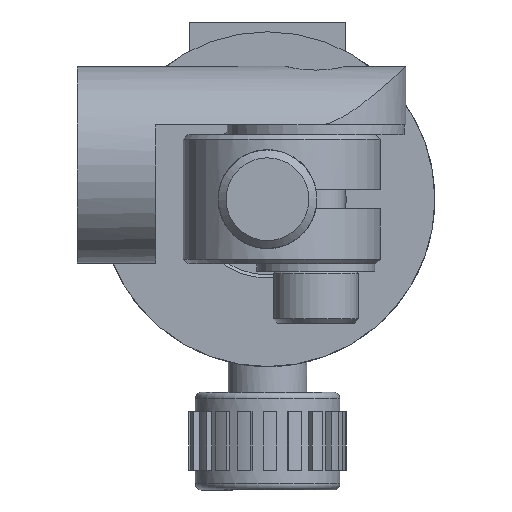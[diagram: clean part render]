
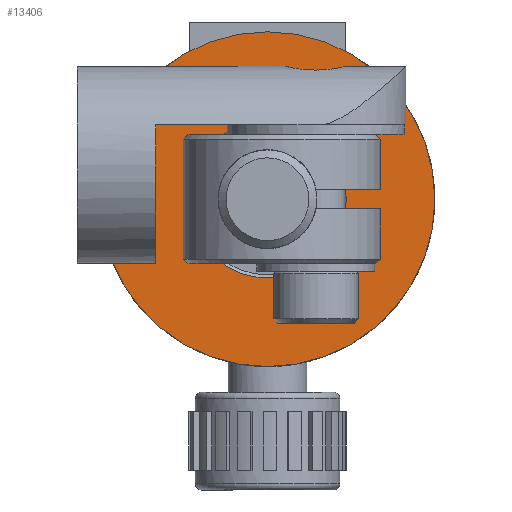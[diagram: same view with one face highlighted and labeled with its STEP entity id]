
A CAD part, front view. The second image highlights one B-rep face of the part: STEP entity #13406.
In plain terms, the highlighted planar face has unit normal (0, -1, 0).
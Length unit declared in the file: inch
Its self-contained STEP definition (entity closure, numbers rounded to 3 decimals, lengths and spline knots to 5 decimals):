
#389 = PLANE ( 'NONE',  #6491 ) ;
#743 = EDGE_CURVE ( 'NONE', #17591, #17591, #3488, .T. ) ;
#1135 = DIRECTION ( 'NONE',  ( 0.985, 0., -0.174 ) ) ;
#2317 = DIRECTION ( 'NONE',  ( 0., 1., 0. ) ) ;
#2329 = DIRECTION ( 'NONE',  ( 0.985, 0., -0.174 ) ) ;
#3488 = CIRCLE ( 'NONE', #6885, 0.531 ) ;
#3606 = AXIS2_PLACEMENT_3D ( 'NONE', #10459, #3857, #1135 ) ;
#3793 = EDGE_CURVE ( 'NONE', #15991, #15991, #13002, .T. ) ;
#3857 = DIRECTION ( 'NONE',  ( 0., 1., 0. ) ) ;
#6079 = EDGE_LOOP ( 'NONE', ( #6611 ) ) ;
#6182 = FACE_BOUND ( 'NONE', #13419, .T. ) ;
#6491 = AXIS2_PLACEMENT_3D ( 'NONE', #9178, #7703, #16517 ) ;
#6611 = ORIENTED_EDGE ( 'NONE', *, *, #743, .F. ) ;
#6885 = AXIS2_PLACEMENT_3D ( 'NONE', #9897, #2317, #2329 ) ;
#7703 = DIRECTION ( 'NONE',  ( 0., -1., 0. ) ) ;
#8157 = CARTESIAN_POINT ( 'NONE',  ( -1.97707, 0.815, -0.39692 ) ) ;
#9178 = CARTESIAN_POINT ( 'NONE',  ( -1.97707, 0.815, -0.39692 ) ) ;
#9583 = CARTESIAN_POINT ( 'NONE',  ( -2.2538, 0.815, -0.34812 ) ) ;
#9897 = CARTESIAN_POINT ( 'NONE',  ( -2.5, 0.815, -0.30471 ) ) ;
#10459 = CARTESIAN_POINT ( 'NONE',  ( -2.5, 0.815, -0.30471 ) ) ;
#13002 = CIRCLE ( 'NONE', #3606, 0.25 ) ;
#13046 = ORIENTED_EDGE ( 'NONE', *, *, #3793, .T. ) ;
#13406 = ADVANCED_FACE ( 'NONE', ( #6182, #14512 ), #389, .T. ) ;
#13419 = EDGE_LOOP ( 'NONE', ( #13046 ) ) ;
#14512 = FACE_OUTER_BOUND ( 'NONE', #6079, .T. ) ;
#15991 = VERTEX_POINT ( 'NONE', #9583 ) ;
#16517 = DIRECTION ( 'NONE',  ( -0.985, 0., 0.174 ) ) ;
#17591 = VERTEX_POINT ( 'NONE', #8157 ) ;
